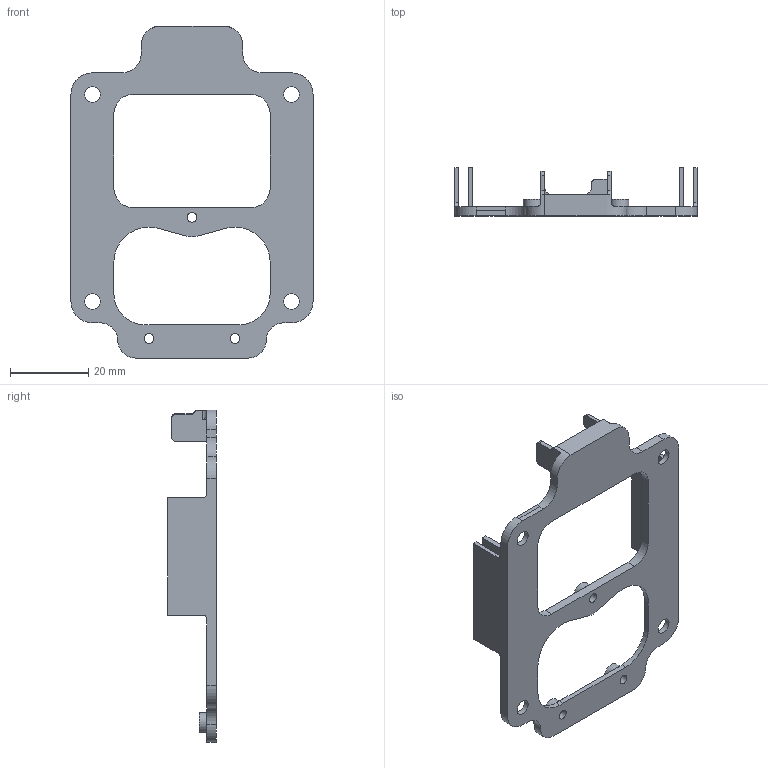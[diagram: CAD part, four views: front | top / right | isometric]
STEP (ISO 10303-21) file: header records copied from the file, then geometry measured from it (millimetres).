
FILE_DESCRIPTION(/* description */ (''),/* implementation_level */ '2;1');
FILE_NAME(/* name */ 'GNSS-Carrier-19003.step',/* time_stamp */ '2022-03-27T18:23:04+08:00',/* author */ (''),/* organization */ (''),/* preprocessor_version */ 'ST-DEVELOPER v18.1',/* originating_system */ 'Autodesk Translation Framework v10.13.0.1454',/* authorisation */ '');
FILE_SCHEMA (('AUTOMOTIVE_DESIGN { 1 0 10303 214 3 1 1 }'));
Length unit declared in the file: millimetre
Products named in the file (1): GNSS-Carrier-19003
Bounding box: 62 x 12.4 x 85 mm (x, y, z)
Volume: 5777.6 mm3; surface area: 9713.1 mm2
Topology: 1 solids, 1 shells, 189 faces, 504 edges, 318 vertices
Faces by surface type: cylinder 86, plane 76, torus 23, sphere 4
Full cylindrical faces by diameter (mm): 2.5 x3, 4 x4, 5 x3
Entity records: 6056 total; most frequent: CARTESIAN_POINT 1141, DIRECTION 1073, ORIENTED_EDGE 1008, EDGE_CURVE 504, AXIS2_PLACEMENT_3D 392, VERTEX_POINT 318, LINE 289, VECTOR 289
